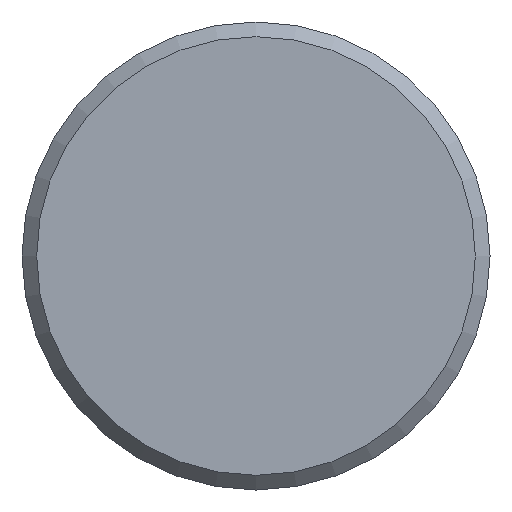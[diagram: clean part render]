
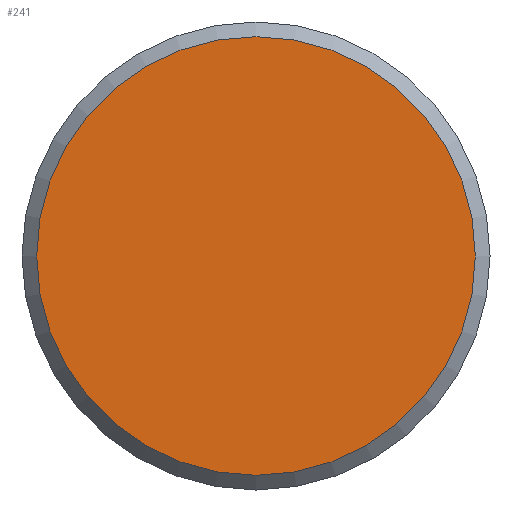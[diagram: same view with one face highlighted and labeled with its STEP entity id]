
A CAD part, front view. The second image highlights one B-rep face of the part: STEP entity #241.
In plain terms, the highlighted planar face has unit normal (0, -1, 0).
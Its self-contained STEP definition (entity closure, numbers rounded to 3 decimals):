
#23=PLANE('',#291);
#42=FACE_OUTER_BOUND('',#63,.T.);
#63=EDGE_LOOP('',(#209));
#108=CIRCLE('',#290,7.45);
#128=VERTEX_POINT('',#440);
#156=EDGE_CURVE('',#128,#128,#108,.T.);
#209=ORIENTED_EDGE('',*,*,#156,.F.);
#241=ADVANCED_FACE('',(#42),#23,.F.);
#290=AXIS2_PLACEMENT_3D('',#442,#367,#368);
#291=AXIS2_PLACEMENT_3D('',#443,#369,#370);
#367=DIRECTION('center_axis',(0.,1.,0.));
#368=DIRECTION('ref_axis',(1.,0.,0.));
#369=DIRECTION('center_axis',(0.,1.,0.));
#370=DIRECTION('ref_axis',(1.,0.,0.));
#440=CARTESIAN_POINT('',(-7.45,0.,0.));
#442=CARTESIAN_POINT('Origin',(0.,0.,0.));
#443=CARTESIAN_POINT('Origin',(0.,0.,0.));
